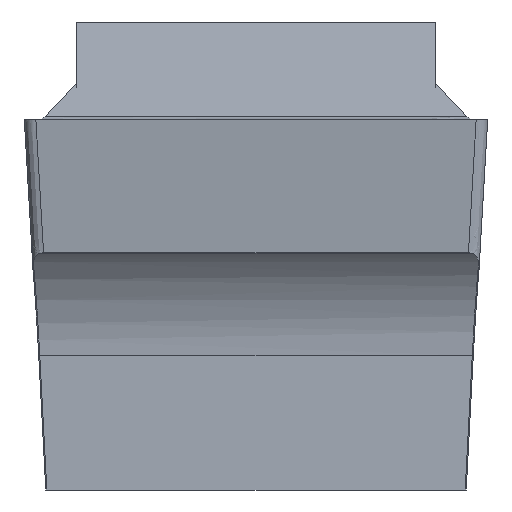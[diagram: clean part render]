
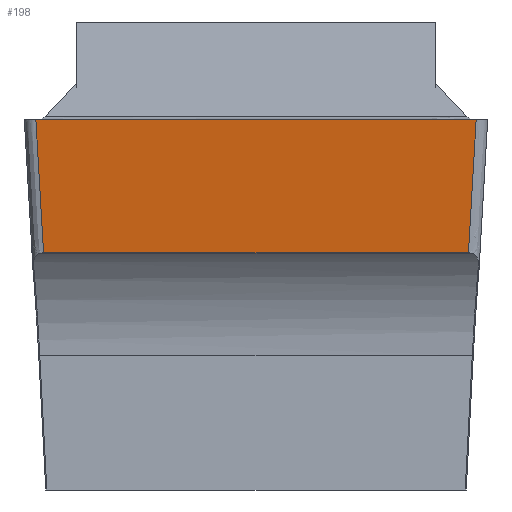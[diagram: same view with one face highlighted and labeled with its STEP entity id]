
A CAD part, front view. The second image highlights one B-rep face of the part: STEP entity #198.
In plain terms, the highlighted planar face has unit normal (0, -0.993, -0.122).
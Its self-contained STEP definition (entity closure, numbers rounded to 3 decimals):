
#52=PLANE('',#777);
#66=LINE('',#1292,#118);
#104=LINE('',#1503,#156);
#118=VECTOR('',#799,1.);
#156=VECTOR('',#859,1.);
#198=ADVANCED_FACE('SIDE_FP_AN_SU1',(#248),#52,.F.);
#248=FACE_OUTER_BOUND('',#286,.T.);
#286=EDGE_LOOP('',(#498,#499,#500,#501));
#324=B_SPLINE_CURVE_WITH_KNOTS('',3,(#1572,#1573,#1574,#1575),
 .UNSPECIFIED.,.F.,.F.,(4,4),(0.,1.),.UNSPECIFIED.);
#325=B_SPLINE_CURVE_WITH_KNOTS('',3,(#1588,#1589,#1590,#1591),
 .UNSPECIFIED.,.F.,.F.,(4,4),(0.,1.),.UNSPECIFIED.);
#498=ORIENTED_EDGE('',*,*,#635,.T.);
#499=ORIENTED_EDGE('',*,*,#704,.T.);
#500=ORIENTED_EDGE('',*,*,#687,.T.);
#501=ORIENTED_EDGE('',*,*,#705,.T.);
#561=VERTEX_POINT('',#1291);
#562=VERTEX_POINT('',#1293);
#597=VERTEX_POINT('',#1502);
#598=VERTEX_POINT('',#1504);
#635=EDGE_CURVE('',#562,#561,#66,.T.);
#687=EDGE_CURVE('',#598,#597,#104,.T.);
#704=EDGE_CURVE('',#561,#598,#324,.T.);
#705=EDGE_CURVE('',#597,#562,#325,.T.);
#777=AXIS2_PLACEMENT_3D('',#1609,#880,#881);
#799=DIRECTION('',(1.,0.,0.));
#859=DIRECTION('',(-1.,0.,0.));
#880=DIRECTION('',(0.,0.993,0.122));
#881=DIRECTION('',(1.,0.,0.));
#1291=CARTESIAN_POINT('',(3.667,-15.527,-2.294));
#1292=CARTESIAN_POINT('',(5.,-15.527,-2.294));
#1293=CARTESIAN_POINT('',(-3.667,-15.527,-2.294));
#1502=CARTESIAN_POINT('',(-3.8,-15.809,0.));
#1503=CARTESIAN_POINT('',(-15.8,-15.809,0.));
#1504=CARTESIAN_POINT('',(3.8,-15.809,0.));
#1572=CARTESIAN_POINT('',(3.667,-15.527,-2.294));
#1573=CARTESIAN_POINT('',(3.712,-15.621,-1.529));
#1574=CARTESIAN_POINT('',(3.756,-15.715,-0.765));
#1575=CARTESIAN_POINT('',(3.8,-15.809,0.));
#1588=CARTESIAN_POINT('',(-3.8,-15.809,0.));
#1589=CARTESIAN_POINT('',(-3.756,-15.715,-0.765));
#1590=CARTESIAN_POINT('',(-3.712,-15.621,-1.529));
#1591=CARTESIAN_POINT('',(-3.667,-15.527,-2.294));
#1609=CARTESIAN_POINT('',(0.,-15.809,0.));
